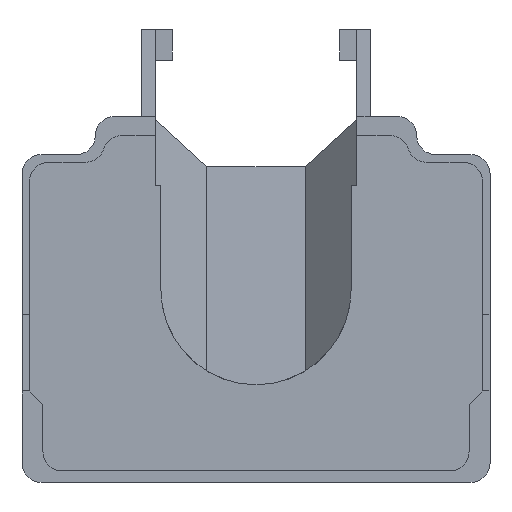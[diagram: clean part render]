
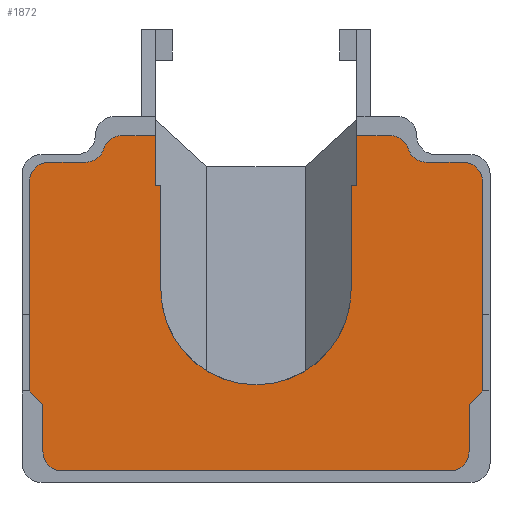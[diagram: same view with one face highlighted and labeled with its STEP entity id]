
A CAD part, front view. The second image highlights one B-rep face of the part: STEP entity #1872.
In plain terms, the highlighted planar face has unit normal (0, -1, 0).
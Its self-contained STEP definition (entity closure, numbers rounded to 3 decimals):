
#95=PLANE('',#2057);
#197=FACE_OUTER_BOUND('',#312,.T.);
#312=EDGE_LOOP('',(#1692,#1693,#1694,#1695,#1696,#1697,#1698,#1699,#1700,
#1701,#1702,#1703,#1704,#1705,#1706,#1707,#1708,#1709,#1710,#1711,#1712,
#1713,#1714,#1715,#1716,#1717));
#394=LINE('',#2826,#597);
#429=LINE('',#2893,#632);
#466=LINE('',#2987,#669);
#470=LINE('',#2995,#673);
#479=LINE('',#3019,#682);
#481=LINE('',#3023,#684);
#484=LINE('',#3032,#687);
#490=LINE('',#3054,#693);
#493=LINE('',#3061,#696);
#496=LINE('',#3070,#699);
#511=LINE('',#3109,#714);
#513=LINE('',#3115,#716);
#514=LINE('',#3117,#717);
#515=LINE('',#3119,#718);
#516=LINE('',#3121,#719);
#517=LINE('',#3125,#720);
#518=LINE('',#3126,#721);
#597=VECTOR('',#2284,10.);
#632=VECTOR('',#2337,10.);
#669=VECTOR('',#2426,10.);
#673=VECTOR('',#2432,10.);
#682=VECTOR('',#2453,10.);
#684=VECTOR('',#2457,10.);
#687=VECTOR('',#2466,10.);
#693=VECTOR('',#2490,10.);
#696=VECTOR('',#2499,10.);
#699=VECTOR('',#2510,10.);
#714=VECTOR('',#2561,10.);
#716=VECTOR('',#2569,10.);
#717=VECTOR('',#2572,10.);
#718=VECTOR('',#2573,10.);
#719=VECTOR('',#2574,10.);
#720=VECTOR('',#2577,10.);
#721=VECTOR('',#2578,10.);
#770=CIRCLE('',#2018,5.);
#771=CIRCLE('',#2021,5.);
#773=CIRCLE('',#2024,5.);
#775=CIRCLE('',#2027,5.);
#776=CIRCLE('',#2030,5.);
#777=CIRCLE('',#2033,5.);
#782=CIRCLE('',#2052,5.);
#783=CIRCLE('',#2055,5.);
#784=CIRCLE('',#2058,25.);
#866=VERTEX_POINT('',#2823);
#867=VERTEX_POINT('',#2825);
#889=VERTEX_POINT('',#2890);
#890=VERTEX_POINT('',#2892);
#920=VERTEX_POINT('',#2984);
#921=VERTEX_POINT('',#2986);
#923=VERTEX_POINT('',#2992);
#924=VERTEX_POINT('',#2994);
#933=VERTEX_POINT('',#3017);
#934=VERTEX_POINT('',#3021);
#935=VERTEX_POINT('',#3025);
#936=VERTEX_POINT('',#3027);
#937=VERTEX_POINT('',#3031);
#938=VERTEX_POINT('',#3035);
#939=VERTEX_POINT('',#3036);
#942=VERTEX_POINT('',#3044);
#944=VERTEX_POINT('',#3050);
#945=VERTEX_POINT('',#3056);
#946=VERTEX_POINT('',#3063);
#952=VERTEX_POINT('',#3103);
#953=VERTEX_POINT('',#3107);
#954=VERTEX_POINT('',#3111);
#955=VERTEX_POINT('',#3118);
#956=VERTEX_POINT('',#3120);
#957=VERTEX_POINT('',#3122);
#958=VERTEX_POINT('',#3124);
#1063=EDGE_CURVE('',#867,#866,#394,.T.);
#1098=EDGE_CURVE('',#889,#890,#429,.T.);
#1146=EDGE_CURVE('',#920,#921,#466,.T.);
#1150=EDGE_CURVE('',#923,#924,#470,.F.);
#1163=EDGE_CURVE('',#933,#866,#479,.F.);
#1165=EDGE_CURVE('',#933,#934,#481,.T.);
#1167=EDGE_CURVE('',#936,#935,#770,.T.);
#1169=EDGE_CURVE('',#937,#936,#484,.T.);
#1171=EDGE_CURVE('',#938,#939,#771,.T.);
#1175=EDGE_CURVE('',#942,#938,#773,.T.);
#1178=EDGE_CURVE('',#944,#937,#775,.T.);
#1180=EDGE_CURVE('',#923,#944,#490,.T.);
#1182=EDGE_CURVE('',#935,#945,#776,.T.);
#1184=EDGE_CURVE('',#889,#942,#493,.T.);
#1185=EDGE_CURVE('',#946,#867,#777,.T.);
#1189=EDGE_CURVE('',#939,#946,#496,.T.);
#1205=EDGE_CURVE('',#934,#952,#782,.T.);
#1208=EDGE_CURVE('',#952,#953,#511,.T.);
#1209=EDGE_CURVE('',#953,#954,#783,.T.);
#1211=EDGE_CURVE('',#954,#924,#513,.T.);
#1212=EDGE_CURVE('',#945,#921,#514,.T.);
#1213=EDGE_CURVE('',#955,#920,#515,.T.);
#1214=EDGE_CURVE('',#956,#955,#516,.T.);
#1215=EDGE_CURVE('',#957,#956,#784,.T.);
#1216=EDGE_CURVE('',#958,#957,#517,.T.);
#1217=EDGE_CURVE('',#890,#958,#518,.T.);
#1692=ORIENTED_EDGE('',*,*,#1184,.T.);
#1693=ORIENTED_EDGE('',*,*,#1175,.T.);
#1694=ORIENTED_EDGE('',*,*,#1171,.T.);
#1695=ORIENTED_EDGE('',*,*,#1189,.T.);
#1696=ORIENTED_EDGE('',*,*,#1185,.T.);
#1697=ORIENTED_EDGE('',*,*,#1063,.T.);
#1698=ORIENTED_EDGE('',*,*,#1163,.F.);
#1699=ORIENTED_EDGE('',*,*,#1165,.T.);
#1700=ORIENTED_EDGE('',*,*,#1205,.T.);
#1701=ORIENTED_EDGE('',*,*,#1208,.T.);
#1702=ORIENTED_EDGE('',*,*,#1209,.T.);
#1703=ORIENTED_EDGE('',*,*,#1211,.T.);
#1704=ORIENTED_EDGE('',*,*,#1150,.F.);
#1705=ORIENTED_EDGE('',*,*,#1180,.T.);
#1706=ORIENTED_EDGE('',*,*,#1178,.T.);
#1707=ORIENTED_EDGE('',*,*,#1169,.T.);
#1708=ORIENTED_EDGE('',*,*,#1167,.T.);
#1709=ORIENTED_EDGE('',*,*,#1182,.T.);
#1710=ORIENTED_EDGE('',*,*,#1212,.T.);
#1711=ORIENTED_EDGE('',*,*,#1146,.F.);
#1712=ORIENTED_EDGE('',*,*,#1213,.F.);
#1713=ORIENTED_EDGE('',*,*,#1214,.F.);
#1714=ORIENTED_EDGE('',*,*,#1215,.F.);
#1715=ORIENTED_EDGE('',*,*,#1216,.F.);
#1716=ORIENTED_EDGE('',*,*,#1217,.F.);
#1717=ORIENTED_EDGE('',*,*,#1098,.F.);
#1872=ADVANCED_FACE('',(#197),#95,.F.);
#2018=AXIS2_PLACEMENT_3D('',#3028,#2461,#2462);
#2021=AXIS2_PLACEMENT_3D('',#3037,#2470,#2471);
#2024=AXIS2_PLACEMENT_3D('',#3045,#2478,#2479);
#2027=AXIS2_PLACEMENT_3D('',#3051,#2485,#2486);
#2030=AXIS2_PLACEMENT_3D('',#3058,#2494,#2495);
#2033=AXIS2_PLACEMENT_3D('',#3064,#2502,#2503);
#2052=AXIS2_PLACEMENT_3D('',#3104,#2555,#2556);
#2055=AXIS2_PLACEMENT_3D('',#3112,#2564,#2565);
#2057=AXIS2_PLACEMENT_3D('',#3116,#2570,#2571);
#2058=AXIS2_PLACEMENT_3D('',#3123,#2575,#2576);
#2284=DIRECTION('',(0.,0.,-1.));
#2337=DIRECTION('',(0.,0.,-1.));
#2426=DIRECTION('',(0.,0.,1.));
#2432=DIRECTION('',(0.707,0.,0.707));
#2453=DIRECTION('',(0.707,0.,-0.707));
#2457=DIRECTION('',(0.,0.,-1.));
#2461=DIRECTION('center_axis',(0.,1.,0.));
#2462=DIRECTION('ref_axis',(0.,0.,1.));
#2466=DIRECTION('',(-1.,0.,0.));
#2470=DIRECTION('center_axis',(0.,1.,0.));
#2471=DIRECTION('ref_axis',(0.,0.,1.));
#2478=DIRECTION('center_axis',(0.,-1.,0.));
#2479=DIRECTION('ref_axis',(-0.707,0.,0.707));
#2485=DIRECTION('center_axis',(0.,-1.,0.));
#2486=DIRECTION('ref_axis',(0.707,0.,0.707));
#2490=DIRECTION('',(0.,0.,1.));
#2494=DIRECTION('center_axis',(0.,-1.,0.));
#2495=DIRECTION('ref_axis',(0.707,0.,0.707));
#2499=DIRECTION('',(-1.,0.,0.));
#2502=DIRECTION('center_axis',(0.,-1.,0.));
#2503=DIRECTION('ref_axis',(-0.707,0.,0.707));
#2510=DIRECTION('',(-1.,0.,0.));
#2555=DIRECTION('center_axis',(0.,-1.,0.));
#2556=DIRECTION('ref_axis',(-0.707,0.,-0.707));
#2561=DIRECTION('',(1.,0.,0.));
#2564=DIRECTION('center_axis',(0.,-1.,0.));
#2565=DIRECTION('ref_axis',(0.707,0.,-0.707));
#2569=DIRECTION('',(0.,0.,1.));
#2570=DIRECTION('center_axis',(0.,1.,0.));
#2571=DIRECTION('ref_axis',(0.,0.,1.));
#2572=DIRECTION('',(-1.,0.,0.));
#2573=DIRECTION('',(1.,0.,0.));
#2574=DIRECTION('',(0.,0.,1.));
#2575=DIRECTION('center_axis',(0.,-1.,0.));
#2576=DIRECTION('ref_axis',(1.,0.,0.));
#2577=DIRECTION('',(0.,0.,-1.));
#2578=DIRECTION('',(1.,0.,0.));
#2823=CARTESIAN_POINT('',(-59.5,0.,-16.562));
#2825=CARTESIAN_POINT('',(-59.5,0.,38.563));
#2826=CARTESIAN_POINT('',(-59.5,0.,33.563));
#2890=CARTESIAN_POINT('',(-26.5,0.,50.562));
#2892=CARTESIAN_POINT('',(-26.5,0.,37.563));
#2893=CARTESIAN_POINT('',(-26.5,0.,55.563));
#2984=CARTESIAN_POINT('',(26.5,0.,37.563));
#2986=CARTESIAN_POINT('',(26.5,0.,50.563));
#2987=CARTESIAN_POINT('',(26.5,0.,44.063));
#2992=CARTESIAN_POINT('',(59.5,0.,-16.562));
#2994=CARTESIAN_POINT('',(56.,0.,-20.062));
#2995=CARTESIAN_POINT('',(70.531,0.,-5.531));
#3017=CARTESIAN_POINT('',(-56.,0.,-20.062));
#3019=CARTESIAN_POINT('',(-48.531,0.,-27.531));
#3021=CARTESIAN_POINT('',(-56.,0.,-32.562));
#3023=CARTESIAN_POINT('',(-56.,0.,4.5));
#3025=CARTESIAN_POINT('',(40.02,0.,47.063));
#3027=CARTESIAN_POINT('',(44.789,0.,43.563));
#3028=CARTESIAN_POINT('Origin',(44.789,0.,48.563));
#3031=CARTESIAN_POINT('',(54.5,0.,43.563));
#3032=CARTESIAN_POINT('',(42.125,0.,43.563));
#3035=CARTESIAN_POINT('',(-40.02,0.,47.063));
#3036=CARTESIAN_POINT('',(-44.789,0.,43.563));
#3037=CARTESIAN_POINT('Origin',(-44.789,0.,48.563));
#3044=CARTESIAN_POINT('',(-35.25,0.,50.563));
#3045=CARTESIAN_POINT('Origin',(-35.25,0.,45.563));
#3050=CARTESIAN_POINT('',(59.5,0.,38.563));
#3051=CARTESIAN_POINT('Origin',(54.5,0.,38.563));
#3054=CARTESIAN_POINT('',(59.5,0.,45.063));
#3056=CARTESIAN_POINT('',(35.25,0.,50.563));
#3058=CARTESIAN_POINT('Origin',(35.25,0.,45.563));
#3061=CARTESIAN_POINT('',(1.875,0.,50.563));
#3063=CARTESIAN_POINT('',(-54.5,0.,43.563));
#3064=CARTESIAN_POINT('Origin',(-54.5,0.,38.563));
#3070=CARTESIAN_POINT('',(-7.75,0.,43.563));
#3103=CARTESIAN_POINT('',(-51.,0.,-37.562));
#3104=CARTESIAN_POINT('Origin',(-51.,0.,-32.562));
#3107=CARTESIAN_POINT('',(51.,0.,-37.562));
#3109=CARTESIAN_POINT('',(50.,0.,-37.562));
#3111=CARTESIAN_POINT('',(56.,0.,-32.562));
#3112=CARTESIAN_POINT('Origin',(51.,0.,-32.562));
#3115=CARTESIAN_POINT('',(56.,0.,15.));
#3116=CARTESIAN_POINT('Origin',(44.,0.,46.563));
#3117=CARTESIAN_POINT('',(35.25,0.,50.563));
#3118=CARTESIAN_POINT('',(25.,0.,37.563));
#3119=CARTESIAN_POINT('',(-58.5,0.,37.563));
#3120=CARTESIAN_POINT('',(25.,0.,10.063));
#3121=CARTESIAN_POINT('',(25.,0.,10.063));
#3122=CARTESIAN_POINT('',(-25.,0.,10.063));
#3123=CARTESIAN_POINT('Origin',(0.,0.,10.063));
#3124=CARTESIAN_POINT('',(-25.,0.,37.563));
#3125=CARTESIAN_POINT('',(-25.,0.,50.063));
#3126=CARTESIAN_POINT('',(-61.5,0.,37.563));
